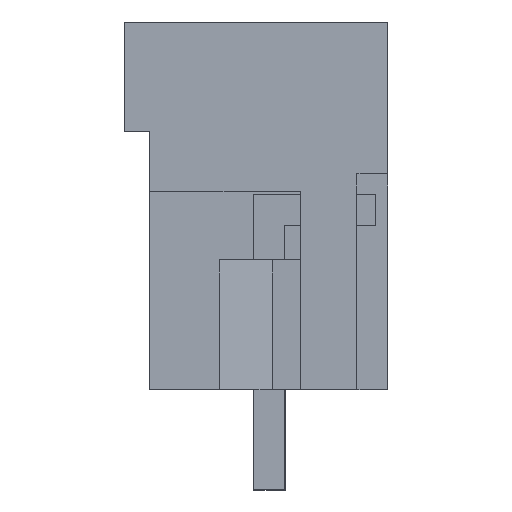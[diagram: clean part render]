
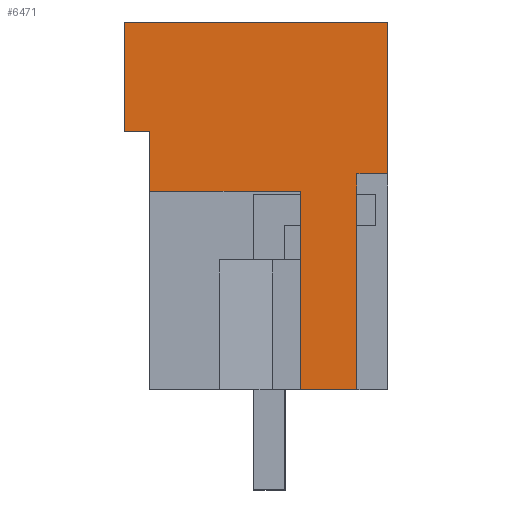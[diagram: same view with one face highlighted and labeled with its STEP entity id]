
A CAD part, left-side view. The second image highlights one B-rep face of the part: STEP entity #6471.
In plain terms, the highlighted planar face has unit normal (-1, 0, 0).
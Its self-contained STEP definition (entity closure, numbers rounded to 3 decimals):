
#6447=AXIS2_PLACEMENT_3D('Plane Axis2P3D',#6444,#6445,#6446) ;
#555=CARTESIAN_POINT('Vertex',(0.,8.405,14.95)) ;
#558=CARTESIAN_POINT('Line Origine',(0.,4.203,14.95)) ;
#562=CARTESIAN_POINT('Vertex',(0.,0.,14.95)) ;
#2814=CARTESIAN_POINT('Vertex',(0.,8.405,11.45)) ;
#2817=CARTESIAN_POINT('Line Origine',(0.,8.405,13.2)) ;
#5446=CARTESIAN_POINT('Vertex',(0.,2.785,9.55)) ;
#5451=CARTESIAN_POINT('Line Origine',(0.,5.193,9.55)) ;
#5455=CARTESIAN_POINT('Vertex',(0.,7.6,9.55)) ;
#5530=CARTESIAN_POINT('Vertex',(0.,2.785,3.2)) ;
#5533=CARTESIAN_POINT('Line Origine',(0.,2.785,6.375)) ;
#5565=CARTESIAN_POINT('Vertex',(0.,0.,10.096)) ;
#5570=CARTESIAN_POINT('Line Origine',(0.,0.489,10.096)) ;
#5574=CARTESIAN_POINT('Vertex',(0.,0.978,10.096)) ;
#5643=CARTESIAN_POINT('Vertex',(0.,0.978,3.2)) ;
#5646=CARTESIAN_POINT('Line Origine',(0.,1.881,3.2)) ;
#6041=CARTESIAN_POINT('Line Origine',(0.,7.6,10.5)) ;
#6045=CARTESIAN_POINT('Vertex',(0.,7.6,11.45)) ;
#6368=CARTESIAN_POINT('Line Origine',(0.,8.003,11.45)) ;
#6444=CARTESIAN_POINT('Axis2P3D Location',(0.,8.405,0.)) ;
#6449=CARTESIAN_POINT('Line Origine',(0.,0.978,6.648)) ;
#6454=CARTESIAN_POINT('Line Origine',(0.,0.,12.523)) ;
#559=DIRECTION('Vector Direction',(0.,1.,0.)) ;
#2818=DIRECTION('Vector Direction',(0.,0.,-1.)) ;
#5452=DIRECTION('Vector Direction',(0.,-1.,0.)) ;
#5534=DIRECTION('Vector Direction',(0.,0.,-1.)) ;
#5571=DIRECTION('Vector Direction',(0.,1.,0.)) ;
#5647=DIRECTION('Vector Direction',(0.,1.,0.)) ;
#6042=DIRECTION('Vector Direction',(0.,0.,-1.)) ;
#6369=DIRECTION('Vector Direction',(0.,1.,0.)) ;
#6445=DIRECTION('Axis2P3D Direction',(-1.,0.,0.)) ;
#6446=DIRECTION('Axis2P3D XDirection',(0.,-1.,0.)) ;
#6450=DIRECTION('Vector Direction',(0.,0.,-1.)) ;
#6455=DIRECTION('Vector Direction',(0.,0.,1.)) ;
#560=VECTOR('Line Direction',#559,1.) ;
#2819=VECTOR('Line Direction',#2818,1.) ;
#5453=VECTOR('Line Direction',#5452,1.) ;
#5535=VECTOR('Line Direction',#5534,1.) ;
#5572=VECTOR('Line Direction',#5571,1.) ;
#5648=VECTOR('Line Direction',#5647,1.) ;
#6043=VECTOR('Line Direction',#6042,1.) ;
#6370=VECTOR('Line Direction',#6369,1.) ;
#6451=VECTOR('Line Direction',#6450,1.) ;
#6456=VECTOR('Line Direction',#6455,1.) ;
#6460=ORIENTED_EDGE('',*,*,#5650,.T.) ;
#6461=ORIENTED_EDGE('',*,*,#6453,.F.) ;
#6462=ORIENTED_EDGE('',*,*,#5576,.F.) ;
#6463=ORIENTED_EDGE('',*,*,#6458,.T.) ;
#6464=ORIENTED_EDGE('',*,*,#564,.T.) ;
#6465=ORIENTED_EDGE('',*,*,#2821,.T.) ;
#6466=ORIENTED_EDGE('',*,*,#6372,.T.) ;
#6467=ORIENTED_EDGE('',*,*,#6047,.T.) ;
#6468=ORIENTED_EDGE('',*,*,#5457,.F.) ;
#6469=ORIENTED_EDGE('',*,*,#5537,.F.) ;
#6471=ADVANCED_FACE('HOUSING',(#6470),#6448,.T.) ;
#564=EDGE_CURVE('',#563,#556,#561,.T.) ;
#2821=EDGE_CURVE('',#556,#2815,#2820,.T.) ;
#5457=EDGE_CURVE('',#5447,#5456,#5454,.F.) ;
#5537=EDGE_CURVE('',#5531,#5447,#5536,.F.) ;
#5576=EDGE_CURVE('',#5566,#5575,#5573,.T.) ;
#5650=EDGE_CURVE('',#5531,#5644,#5649,.F.) ;
#6047=EDGE_CURVE('',#6046,#5456,#6044,.T.) ;
#6372=EDGE_CURVE('',#2815,#6046,#6371,.F.) ;
#6453=EDGE_CURVE('',#5575,#5644,#6452,.T.) ;
#6458=EDGE_CURVE('',#5566,#563,#6457,.T.) ;
#6459=EDGE_LOOP('',(#6460,#6461,#6462,#6463,#6464,#6465,#6466,#6467,#6468,#6469)) ;
#6470=FACE_OUTER_BOUND('',#6459,.T.) ;
#561=LINE('Line',#558,#560) ;
#2820=LINE('Line',#2817,#2819) ;
#5454=LINE('Line',#5451,#5453) ;
#5536=LINE('Line',#5533,#5535) ;
#5573=LINE('Line',#5570,#5572) ;
#5649=LINE('Line',#5646,#5648) ;
#6044=LINE('Line',#6041,#6043) ;
#6371=LINE('Line',#6368,#6370) ;
#6452=LINE('Line',#6449,#6451) ;
#6457=LINE('Line',#6454,#6456) ;
#6448=PLANE('',#6447) ;
#556=VERTEX_POINT('',#555) ;
#563=VERTEX_POINT('',#562) ;
#2815=VERTEX_POINT('',#2814) ;
#5447=VERTEX_POINT('',#5446) ;
#5456=VERTEX_POINT('',#5455) ;
#5531=VERTEX_POINT('',#5530) ;
#5566=VERTEX_POINT('',#5565) ;
#5575=VERTEX_POINT('',#5574) ;
#5644=VERTEX_POINT('',#5643) ;
#6046=VERTEX_POINT('',#6045) ;
